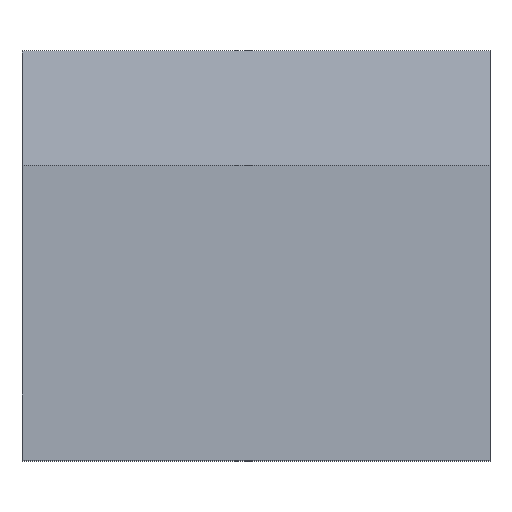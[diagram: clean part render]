
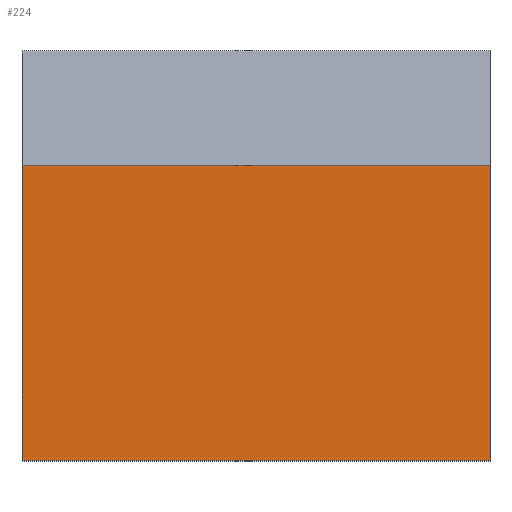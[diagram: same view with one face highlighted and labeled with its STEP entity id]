
A CAD part, top view. The second image highlights one B-rep face of the part: STEP entity #224.
In plain terms, the highlighted planar face has unit normal (0, 0, 1).
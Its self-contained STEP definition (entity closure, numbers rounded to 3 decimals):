
#26=PLANE('',#261);
#41=FACE_OUTER_BOUND('',#60,.T.);
#60=EDGE_LOOP('',(#191,#192,#193,#194));
#77=LINE('',#381,#96);
#78=LINE('',#384,#97);
#79=LINE('',#386,#98);
#80=LINE('',#387,#99);
#96=VECTOR('',#318,10.);
#97=VECTOR('',#321,10.);
#98=VECTOR('',#322,10.);
#99=VECTOR('',#323,10.);
#124=VERTEX_POINT('',#377);
#125=VERTEX_POINT('',#379);
#126=VERTEX_POINT('',#383);
#127=VERTEX_POINT('',#385);
#149=EDGE_CURVE('',#124,#125,#77,.T.);
#150=EDGE_CURVE('',#126,#124,#78,.T.);
#151=EDGE_CURVE('',#127,#125,#79,.T.);
#152=EDGE_CURVE('',#126,#127,#80,.T.);
#191=ORIENTED_EDGE('',*,*,#150,.T.);
#192=ORIENTED_EDGE('',*,*,#149,.T.);
#193=ORIENTED_EDGE('',*,*,#151,.F.);
#194=ORIENTED_EDGE('',*,*,#152,.F.);
#224=ADVANCED_FACE('',(#41),#26,.T.);
#261=AXIS2_PLACEMENT_3D('',#382,#319,#320);
#318=DIRECTION('',(1.,0.,0.));
#319=DIRECTION('center_axis',(0.,0.,1.));
#320=DIRECTION('ref_axis',(0.,-1.,0.));
#321=DIRECTION('',(0.,-1.,0.));
#322=DIRECTION('',(0.,-1.,0.));
#323=DIRECTION('',(1.,0.,0.));
#377=CARTESIAN_POINT('',(0.,0.,8.4));
#379=CARTESIAN_POINT('',(8.,0.,8.4));
#381=CARTESIAN_POINT('',(0.,0.,8.4));
#382=CARTESIAN_POINT('Origin',(0.,5.037,8.4));
#383=CARTESIAN_POINT('',(0.,5.037,8.4));
#384=CARTESIAN_POINT('',(0.,7.,8.4));
#385=CARTESIAN_POINT('',(8.,5.037,8.4));
#386=CARTESIAN_POINT('',(8.,7.,8.4));
#387=CARTESIAN_POINT('',(0.,5.037,8.4));
